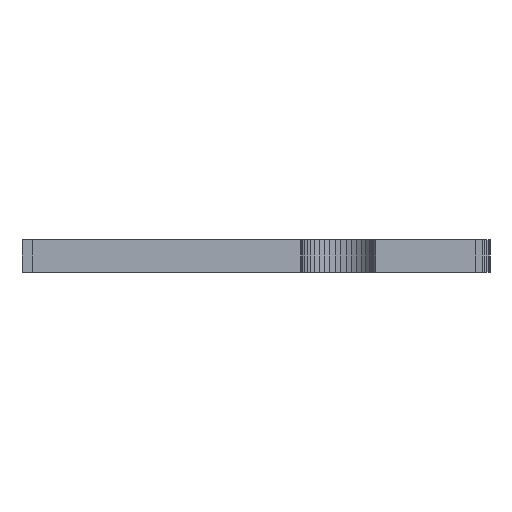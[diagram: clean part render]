
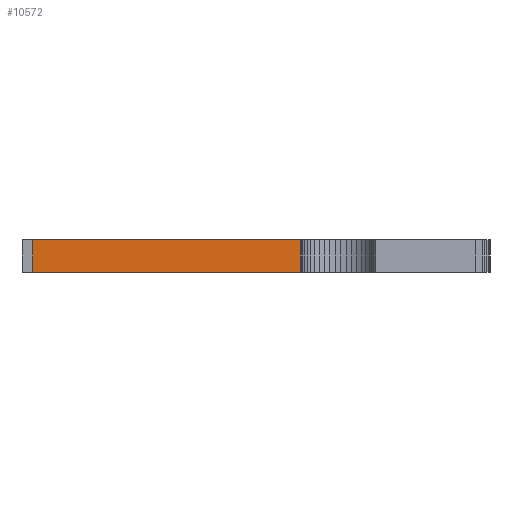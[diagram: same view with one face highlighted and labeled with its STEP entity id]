
A CAD part, left-side view. The second image highlights one B-rep face of the part: STEP entity #10572.
In plain terms, the highlighted planar face has unit normal (-1, 0, 0).
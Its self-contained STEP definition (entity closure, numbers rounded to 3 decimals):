
#91 = PLANE('',#92);
#92 = AXIS2_PLACEMENT_3D('',#93,#94,#95);
#93 = CARTESIAN_POINT('',(23.495,-25.447,1.6));
#94 = DIRECTION('',(-0.,-0.,-1.));
#95 = DIRECTION('',(-1.,0.,0.));
#145 = PLANE('',#146);
#146 = AXIS2_PLACEMENT_3D('',#147,#148,#149);
#147 = CARTESIAN_POINT('',(23.495,-25.447,0.));
#148 = DIRECTION('',(-0.,-0.,-1.));
#149 = DIRECTION('',(-1.,0.,0.));
#178 = PLANE('',#179);
#179 = AXIS2_PLACEMENT_3D('',#180,#181,#182);
#180 = CARTESIAN_POINT('',(13.121,-13.639,0.));
#181 = DIRECTION('',(-0.005,1.,0.));
#182 = DIRECTION('',(1.,0.005,0.));
#3811 = VERTEX_POINT('',#3812);
#3812 = CARTESIAN_POINT('',(13.121,-26.89,0.));
#3826 = PLANE('',#3827);
#3827 = AXIS2_PLACEMENT_3D('',#3828,#3829,#3830);
#3828 = CARTESIAN_POINT('',(13.399,-26.909,0.));
#3829 = DIRECTION('',(-0.068,-0.998,0.));
#3830 = DIRECTION('',(-0.998,0.068,0.));
#3838 = EDGE_CURVE('',#3811,#3839,#3841,.T.);
#3839 = VERTEX_POINT('',#3840);
#3840 = CARTESIAN_POINT('',(13.121,-13.639,0.));
#3841 = SURFACE_CURVE('',#3842,(#3846,#3853),.PCURVE_S1.);
#3842 = LINE('',#3843,#3844);
#3843 = CARTESIAN_POINT('',(13.121,-26.89,0.));
#3844 = VECTOR('',#3845,1.);
#3845 = DIRECTION('',(0.,1.,0.));
#3846 = PCURVE('',#145,#3847);
#3847 = DEFINITIONAL_REPRESENTATION('',(#3848),#3852);
#3848 = LINE('',#3849,#3850);
#3849 = CARTESIAN_POINT('',(10.373,-1.443));
#3850 = VECTOR('',#3851,1.);
#3851 = DIRECTION('',(0.,1.));
#3852 = ( GEOMETRIC_REPRESENTATION_CONTEXT(2) 
PARAMETRIC_REPRESENTATION_CONTEXT() REPRESENTATION_CONTEXT('2D SPACE',''
  ) );
#3853 = PCURVE('',#3854,#3859);
#3854 = PLANE('',#3855);
#3855 = AXIS2_PLACEMENT_3D('',#3856,#3857,#3858);
#3856 = CARTESIAN_POINT('',(13.121,-26.89,0.));
#3857 = DIRECTION('',(-1.,0.,0.));
#3858 = DIRECTION('',(0.,1.,0.));
#3859 = DEFINITIONAL_REPRESENTATION('',(#3860),#3864);
#3860 = LINE('',#3861,#3862);
#3861 = CARTESIAN_POINT('',(0.,0.));
#3862 = VECTOR('',#3863,1.);
#3863 = DIRECTION('',(1.,0.));
#3864 = ( GEOMETRIC_REPRESENTATION_CONTEXT(2) 
PARAMETRIC_REPRESENTATION_CONTEXT() REPRESENTATION_CONTEXT('2D SPACE',''
  ) );
#8791 = VERTEX_POINT('',#8792);
#8792 = CARTESIAN_POINT('',(13.121,-26.89,1.6));
#8813 = EDGE_CURVE('',#8791,#8814,#8816,.T.);
#8814 = VERTEX_POINT('',#8815);
#8815 = CARTESIAN_POINT('',(13.121,-13.639,1.6));
#8816 = SURFACE_CURVE('',#8817,(#8821,#8828),.PCURVE_S1.);
#8817 = LINE('',#8818,#8819);
#8818 = CARTESIAN_POINT('',(13.121,-26.89,1.6));
#8819 = VECTOR('',#8820,1.);
#8820 = DIRECTION('',(0.,1.,0.));
#8821 = PCURVE('',#91,#8822);
#8822 = DEFINITIONAL_REPRESENTATION('',(#8823),#8827);
#8823 = LINE('',#8824,#8825);
#8824 = CARTESIAN_POINT('',(10.373,-1.443));
#8825 = VECTOR('',#8826,1.);
#8826 = DIRECTION('',(0.,1.));
#8827 = ( GEOMETRIC_REPRESENTATION_CONTEXT(2) 
PARAMETRIC_REPRESENTATION_CONTEXT() REPRESENTATION_CONTEXT('2D SPACE',''
  ) );
#8828 = PCURVE('',#3854,#8829);
#8829 = DEFINITIONAL_REPRESENTATION('',(#8830),#8834);
#8830 = LINE('',#8831,#8832);
#8831 = CARTESIAN_POINT('',(0.,-1.6));
#8832 = VECTOR('',#8833,1.);
#8833 = DIRECTION('',(1.,0.));
#8834 = ( GEOMETRIC_REPRESENTATION_CONTEXT(2) 
PARAMETRIC_REPRESENTATION_CONTEXT() REPRESENTATION_CONTEXT('2D SPACE',''
  ) );
#10522 = EDGE_CURVE('',#3839,#8814,#10523,.T.);
#10523 = SURFACE_CURVE('',#10524,(#10528,#10535),.PCURVE_S1.);
#10524 = LINE('',#10525,#10526);
#10525 = CARTESIAN_POINT('',(13.121,-13.639,0.));
#10526 = VECTOR('',#10527,1.);
#10527 = DIRECTION('',(0.,0.,1.));
#10528 = PCURVE('',#178,#10529);
#10529 = DEFINITIONAL_REPRESENTATION('',(#10530),#10534);
#10530 = LINE('',#10531,#10532);
#10531 = CARTESIAN_POINT('',(0.,0.));
#10532 = VECTOR('',#10533,1.);
#10533 = DIRECTION('',(0.,-1.));
#10534 = ( GEOMETRIC_REPRESENTATION_CONTEXT(2) 
PARAMETRIC_REPRESENTATION_CONTEXT() REPRESENTATION_CONTEXT('2D SPACE',''
  ) );
#10535 = PCURVE('',#3854,#10536);
#10536 = DEFINITIONAL_REPRESENTATION('',(#10537),#10541);
#10537 = LINE('',#10538,#10539);
#10538 = CARTESIAN_POINT('',(13.251,0.));
#10539 = VECTOR('',#10540,1.);
#10540 = DIRECTION('',(0.,-1.));
#10541 = ( GEOMETRIC_REPRESENTATION_CONTEXT(2) 
PARAMETRIC_REPRESENTATION_CONTEXT() REPRESENTATION_CONTEXT('2D SPACE',''
  ) );
#10572 = ADVANCED_FACE('',(#10573),#3854,.T.);
#10573 = FACE_BOUND('',#10574,.T.);
#10574 = EDGE_LOOP('',(#10575,#10596,#10597,#10598));
#10575 = ORIENTED_EDGE('',*,*,#10576,.T.);
#10576 = EDGE_CURVE('',#3811,#8791,#10577,.T.);
#10577 = SURFACE_CURVE('',#10578,(#10582,#10589),.PCURVE_S1.);
#10578 = LINE('',#10579,#10580);
#10579 = CARTESIAN_POINT('',(13.121,-26.89,0.));
#10580 = VECTOR('',#10581,1.);
#10581 = DIRECTION('',(0.,0.,1.));
#10582 = PCURVE('',#3854,#10583);
#10583 = DEFINITIONAL_REPRESENTATION('',(#10584),#10588);
#10584 = LINE('',#10585,#10586);
#10585 = CARTESIAN_POINT('',(0.,0.));
#10586 = VECTOR('',#10587,1.);
#10587 = DIRECTION('',(0.,-1.));
#10588 = ( GEOMETRIC_REPRESENTATION_CONTEXT(2) 
PARAMETRIC_REPRESENTATION_CONTEXT() REPRESENTATION_CONTEXT('2D SPACE',''
  ) );
#10589 = PCURVE('',#3826,#10590);
#10590 = DEFINITIONAL_REPRESENTATION('',(#10591),#10595);
#10591 = LINE('',#10592,#10593);
#10592 = CARTESIAN_POINT('',(0.278,0.));
#10593 = VECTOR('',#10594,1.);
#10594 = DIRECTION('',(0.,-1.));
#10595 = ( GEOMETRIC_REPRESENTATION_CONTEXT(2) 
PARAMETRIC_REPRESENTATION_CONTEXT() REPRESENTATION_CONTEXT('2D SPACE',''
  ) );
#10596 = ORIENTED_EDGE('',*,*,#8813,.T.);
#10597 = ORIENTED_EDGE('',*,*,#10522,.F.);
#10598 = ORIENTED_EDGE('',*,*,#3838,.F.);
